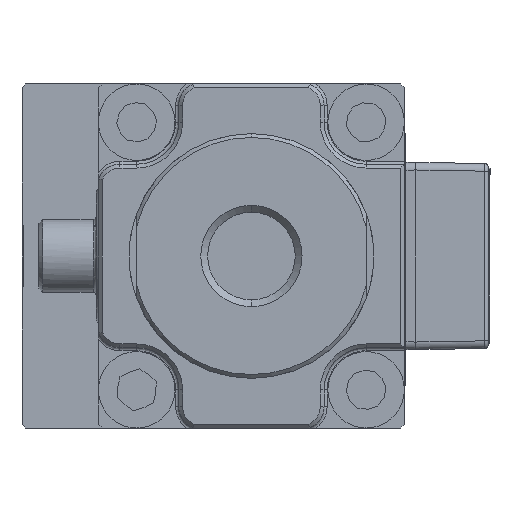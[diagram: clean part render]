
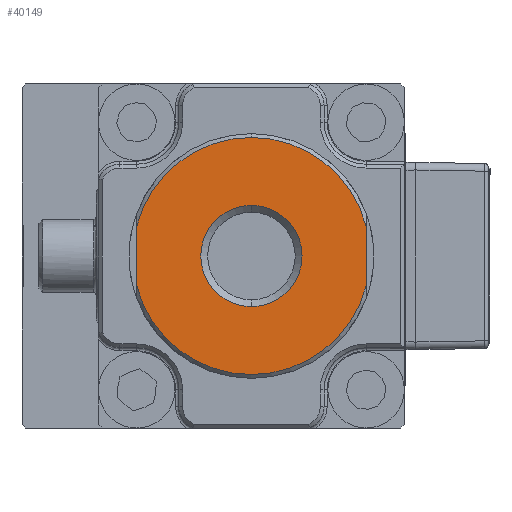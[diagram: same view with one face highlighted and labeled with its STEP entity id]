
A CAD part, front view. The second image highlights one B-rep face of the part: STEP entity #40149.
In plain terms, the highlighted planar face has unit normal (0, -1, 0).
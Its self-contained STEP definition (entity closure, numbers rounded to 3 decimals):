
#408 = CARTESIAN_POINT ( 'NONE',  ( -14.992, -52.3, 20.006 ) ) ;
#686 = CARTESIAN_POINT ( 'NONE',  ( 0., -52.3, 0. ) ) ;
#4068 = AXIS2_PLACEMENT_3D ( 'NONE', #61135, #11384, #11005 ) ;
#4125 = CARTESIAN_POINT ( 'NONE',  ( 15.5, -52.3, -0.006 ) ) ;
#5957 = DIRECTION ( 'NONE',  ( 0., 0., 1. ) ) ;
#6045 = VERTEX_POINT ( 'NONE', #30968 ) ;
#6286 = CARTESIAN_POINT ( 'NONE',  ( -14.998, -52.3, 3.911 ) ) ;
#7652 = LINE ( 'NONE', #408, #47104 ) ;
#7817 = ORIENTED_EDGE ( 'NONE', *, *, #26851, .F. ) ;
#8581 = CARTESIAN_POINT ( 'NONE',  ( 0., -52.3, 0. ) ) ;
#8732 = ORIENTED_EDGE ( 'NONE', *, *, #27743, .F. ) ;
#9137 = PLANE ( 'NONE',  #33662 ) ;
#9366 = DIRECTION ( 'NONE',  ( -1., 0., 0. ) ) ;
#10826 = CARTESIAN_POINT ( 'NONE',  ( 15.008, -52.3, 19.994 ) ) ;
#10898 = FACE_OUTER_BOUND ( 'NONE', #60222, .T. ) ;
#11005 = DIRECTION ( 'NONE',  ( 0., 0., 1. ) ) ;
#11384 = DIRECTION ( 'NONE',  ( 0., 1., 0. ) ) ;
#12333 = VERTEX_POINT ( 'NONE', #6286 ) ;
#13340 = VECTOR ( 'NONE', #57053, 1000. ) ;
#13792 = DIRECTION ( 'NONE',  ( 0., -1., 0. ) ) ;
#13857 = DIRECTION ( 'NONE',  ( 0., 0., 1. ) ) ;
#15480 = CIRCLE ( 'NONE', #62544, 6.625 ) ;
#15536 = ORIENTED_EDGE ( 'NONE', *, *, #20825, .F. ) ;
#16192 = CARTESIAN_POINT ( 'NONE',  ( 0., -52.3, 0. ) ) ;
#17811 = VERTEX_POINT ( 'NONE', #29978 ) ;
#19535 = VERTEX_POINT ( 'NONE', #46691 ) ;
#19800 = ORIENTED_EDGE ( 'NONE', *, *, #23388, .F. ) ;
#20825 = EDGE_CURVE ( 'NONE', #28306, #19535, #15480, .T. ) ;
#21331 = DIRECTION ( 'NONE',  ( 0., 0., -1. ) ) ;
#21983 = AXIS2_PLACEMENT_3D ( 'NONE', #16192, #52045, #21331 ) ;
#22270 = ORIENTED_EDGE ( 'NONE', *, *, #43614, .F. ) ;
#23045 = EDGE_LOOP ( 'NONE', ( #45835, #15536 ) ) ;
#23388 = EDGE_CURVE ( 'NONE', #49225, #6045, #48197, .T. ) ;
#24396 = EDGE_CURVE ( 'NONE', #6045, #12333, #7652, .T. ) ;
#24672 = FACE_BOUND ( 'NONE', #23045, .T. ) ;
#26851 = EDGE_CURVE ( 'NONE', #44238, #17811, #30502, .T. ) ;
#27017 = LINE ( 'NONE', #10826, #13340 ) ;
#27743 = EDGE_CURVE ( 'NONE', #17811, #49225, #27017, .T. ) ;
#28306 = VERTEX_POINT ( 'NONE', #41600 ) ;
#29978 = CARTESIAN_POINT ( 'NONE',  ( 15.002, -52.3, 3.899 ) ) ;
#30502 = CIRCLE ( 'NONE', #38661, 15.5 ) ;
#30968 = CARTESIAN_POINT ( 'NONE',  ( -15.002, -52.3, -3.899 ) ) ;
#33662 = AXIS2_PLACEMENT_3D ( 'NONE', #4125, #40294, #9366 ) ;
#36896 = DIRECTION ( 'NONE',  ( 0., 1., 0. ) ) ;
#38661 = AXIS2_PLACEMENT_3D ( 'NONE', #686, #36896, #5957 ) ;
#38982 = CARTESIAN_POINT ( 'NONE',  ( 0., -52.3, 15.5 ) ) ;
#40149 = ADVANCED_FACE ( 'NONE', ( #10898, #24672 ), #9137, .F. ) ;
#40292 = EDGE_CURVE ( 'NONE', #19535, #28306, #53470, .T. ) ;
#40294 = DIRECTION ( 'NONE',  ( 0., 1., 0. ) ) ;
#41553 = ORIENTED_EDGE ( 'NONE', *, *, #24396, .F. ) ;
#41600 = CARTESIAN_POINT ( 'NONE',  ( 0., -52.3, 6.625 ) ) ;
#42521 = CARTESIAN_POINT ( 'NONE',  ( 14.998, -52.3, -3.911 ) ) ;
#43614 = EDGE_CURVE ( 'NONE', #12333, #44238, #60223, .T. ) ;
#44238 = VERTEX_POINT ( 'NONE', #38982 ) ;
#44597 = DIRECTION ( 'NONE',  ( 0., 0., -1. ) ) ;
#44661 = DIRECTION ( 'NONE',  ( 0., 1., 0. ) ) ;
#45835 = ORIENTED_EDGE ( 'NONE', *, *, #40292, .F. ) ;
#46691 = CARTESIAN_POINT ( 'NONE',  ( 0., -52.3, -6.625 ) ) ;
#47104 = VECTOR ( 'NONE', #52464, 1000. ) ;
#48043 = AXIS2_PLACEMENT_3D ( 'NONE', #8581, #44661, #13857 ) ;
#48197 = CIRCLE ( 'NONE', #4068, 15.5 ) ;
#49225 = VERTEX_POINT ( 'NONE', #42521 ) ;
#49702 = CARTESIAN_POINT ( 'NONE',  ( 0., -52.3, 0. ) ) ;
#52045 = DIRECTION ( 'NONE',  ( 0., -1., 0. ) ) ;
#52464 = DIRECTION ( 'NONE',  ( 0., 0., 1. ) ) ;
#53470 = CIRCLE ( 'NONE', #21983, 6.625 ) ;
#57053 = DIRECTION ( 'NONE',  ( 0., 0., -1. ) ) ;
#60222 = EDGE_LOOP ( 'NONE', ( #8732, #7817, #22270, #41553, #19800 ) ) ;
#60223 = CIRCLE ( 'NONE', #48043, 15.5 ) ;
#61135 = CARTESIAN_POINT ( 'NONE',  ( 0., -52.3, 0. ) ) ;
#62544 = AXIS2_PLACEMENT_3D ( 'NONE', #49702, #13792, #44597 ) ;
